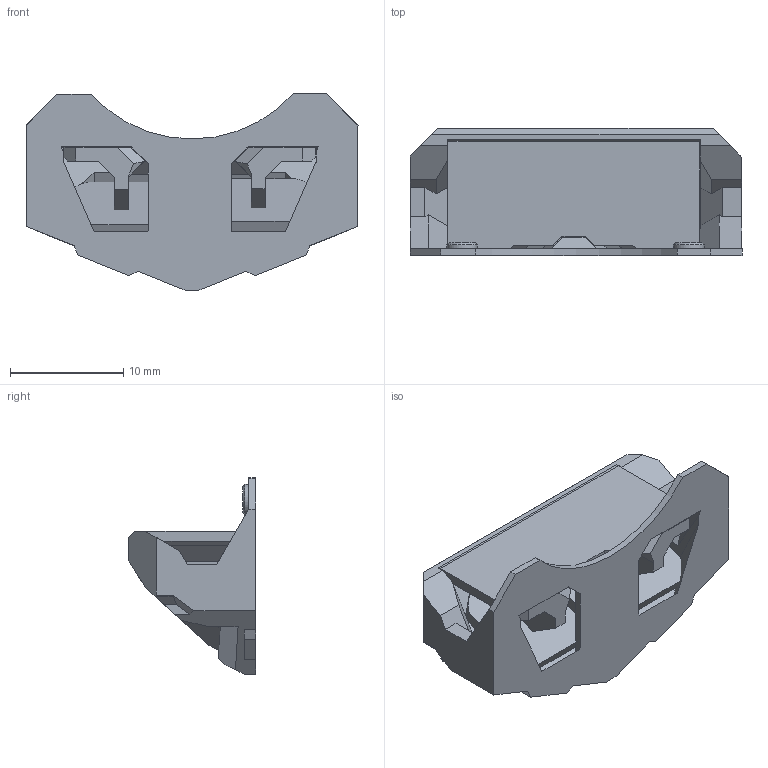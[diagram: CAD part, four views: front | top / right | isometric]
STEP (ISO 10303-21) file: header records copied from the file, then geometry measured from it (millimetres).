
FILE_DESCRIPTION(/* description */ ('','CAx-IF Rec.Pracs.---Representation and Presentation of Product Manufacturing Information (PMI)---4.0---2014-10-13'),/* implementation_level */ '2;1');
FILE_NAME(/* name */ 'Print_LED v1.step',/* time_stamp */ '2025-04-07T16:37:20+10:00',/* author */ (''),/* organization */ (''),/* preprocessor_version */ 'ST-DEVELOPER v20',/* originating_system */ 'Autodesk Translation Framework v13.20.0.188',/* authorisation */ '');
FILE_SCHEMA (('AP242_MANAGED_MODEL_BASED_3D_ENGINEERING_MIM_LF { 1 0 10303 442 1 1 4 }'));
Length unit declared in the file: millimetre
Products named in the file (4): Print_LED; LED_Carrier; Restraint; WS2812B LED v1
Assembly tree (4 placements, depth 2):
  Print_LED
    LED_Carrier
    Restraint
    WS2812B LED v1  x2
Bounding box: 29.3 x 11.25 x 17.33 mm (x, y, z)
Volume: 1620.4 mm3; surface area: 2736.1 mm2
Topology: 28 solids, 28 shells, 351 faces, 892 edges, 594 vertices
Faces by surface type: plane 336, cylinder 13, cone 2
Full cylindrical faces by diameter (mm): 2.7 x2, 3.655 x2
Entity records: 8392 total; most frequent: CARTESIAN_POINT 1476, ORIENTED_EDGE 1442, DIRECTION 1289, EDGE_CURVE 721, LINE 703, VECTOR 703, VERTEX_POINT 480, AXIS2_PLACEMENT_3D 293
